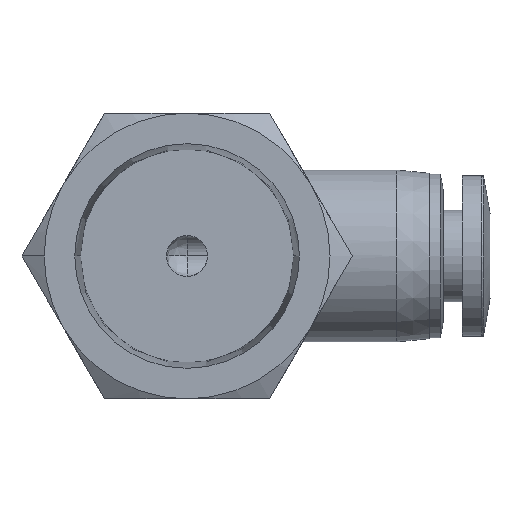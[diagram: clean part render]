
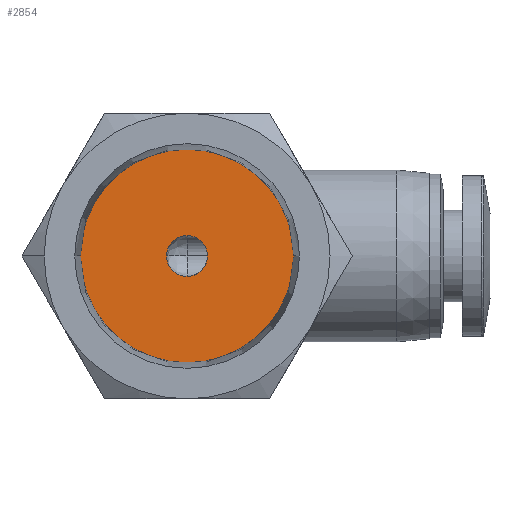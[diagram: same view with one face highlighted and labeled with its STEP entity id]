
A CAD part, front view. The second image highlights one B-rep face of the part: STEP entity #2854.
In plain terms, the highlighted planar face has unit normal (0, -1, 0).
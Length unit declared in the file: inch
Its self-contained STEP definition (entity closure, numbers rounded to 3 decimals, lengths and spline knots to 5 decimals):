
#66 = EDGE_CURVE ( 'NONE', #1444, #314, #3980, .T. ) ;
#127 = CIRCLE ( 'NONE', #2423, 0.04921 ) ;
#140 = DIRECTION ( 'NONE',  ( 0., 1., 0. ) ) ;
#161 = EDGE_CURVE ( 'NONE', #314, #1444, #127, .T. ) ;
#314 = VERTEX_POINT ( 'NONE', #4245 ) ;
#441 = EDGE_CURVE ( 'NONE', #2962, #2505, #1768, .T. ) ;
#630 = AXIS2_PLACEMENT_3D ( 'NONE', #3004, #3346, #3130 ) ;
#778 = ORIENTED_EDGE ( 'NONE', *, *, #161, .F. ) ;
#1215 = CARTESIAN_POINT ( 'NONE',  ( 0.25647, -0.07874, 0. ) ) ;
#1298 = AXIS2_PLACEMENT_3D ( 'NONE', #3888, #1916, #4215 ) ;
#1377 = AXIS2_PLACEMENT_3D ( 'NONE', #2693, #2383, #2369 ) ;
#1398 = FACE_BOUND ( 'NONE', #1597, .T. ) ;
#1444 = VERTEX_POINT ( 'NONE', #3604 ) ;
#1502 = AXIS2_PLACEMENT_3D ( 'NONE', #2142, #140, #2480 ) ;
#1597 = EDGE_LOOP ( 'NONE', ( #2152, #778 ) ) ;
#1768 = CIRCLE ( 'NONE', #1377, 0.25647 ) ;
#1894 = CARTESIAN_POINT ( 'NONE',  ( -0.25647, -0.07874, 0. ) ) ;
#1916 = DIRECTION ( 'NONE',  ( 0., -1., 0. ) ) ;
#2077 = DIRECTION ( 'NONE',  ( 1., 0., 0. ) ) ;
#2114 = DIRECTION ( 'NONE',  ( 0., -1., 0. ) ) ;
#2133 = PLANE ( 'NONE',  #1502 ) ;
#2142 = CARTESIAN_POINT ( 'NONE',  ( -0.15284, -0.07874, 0. ) ) ;
#2144 = CARTESIAN_POINT ( 'NONE',  ( 0., -0.07874, 0. ) ) ;
#2152 = ORIENTED_EDGE ( 'NONE', *, *, #66, .F. ) ;
#2302 = ORIENTED_EDGE ( 'NONE', *, *, #3719, .T. ) ;
#2308 = EDGE_LOOP ( 'NONE', ( #3304, #2302 ) ) ;
#2369 = DIRECTION ( 'NONE',  ( 1., 0., 0. ) ) ;
#2383 = DIRECTION ( 'NONE',  ( 0., -1., 0. ) ) ;
#2423 = AXIS2_PLACEMENT_3D ( 'NONE', #2144, #2114, #2077 ) ;
#2480 = DIRECTION ( 'NONE',  ( 0., 0., 1. ) ) ;
#2505 = VERTEX_POINT ( 'NONE', #1894 ) ;
#2693 = CARTESIAN_POINT ( 'NONE',  ( 0., -0.07874, 0. ) ) ;
#2854 = ADVANCED_FACE ( 'NONE', ( #1398, #4034 ), #2133, .F. ) ;
#2962 = VERTEX_POINT ( 'NONE', #1215 ) ;
#3004 = CARTESIAN_POINT ( 'NONE',  ( 0., -0.07874, 0. ) ) ;
#3130 = DIRECTION ( 'NONE',  ( 1., 0., 0. ) ) ;
#3304 = ORIENTED_EDGE ( 'NONE', *, *, #441, .T. ) ;
#3346 = DIRECTION ( 'NONE',  ( 0., -1., 0. ) ) ;
#3604 = CARTESIAN_POINT ( 'NONE',  ( 0.04921, -0.07874, 0. ) ) ;
#3696 = CIRCLE ( 'NONE', #1298, 0.25647 ) ;
#3719 = EDGE_CURVE ( 'NONE', #2505, #2962, #3696, .T. ) ;
#3888 = CARTESIAN_POINT ( 'NONE',  ( 0., -0.07874, 0. ) ) ;
#3980 = CIRCLE ( 'NONE', #630, 0.04921 ) ;
#4034 = FACE_OUTER_BOUND ( 'NONE', #2308, .T. ) ;
#4215 = DIRECTION ( 'NONE',  ( 1., 0., 0. ) ) ;
#4245 = CARTESIAN_POINT ( 'NONE',  ( -0.04921, -0.07874, 0. ) ) ;
